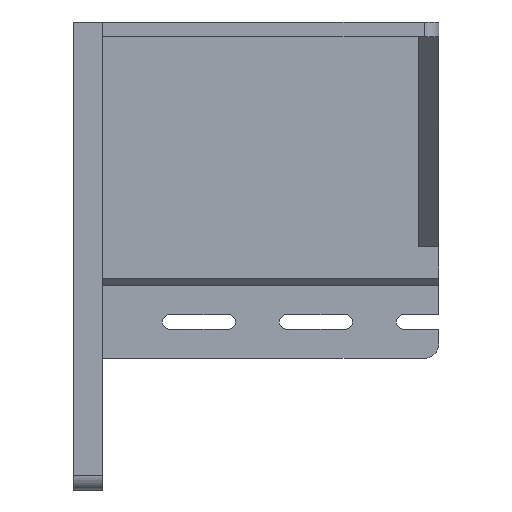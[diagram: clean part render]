
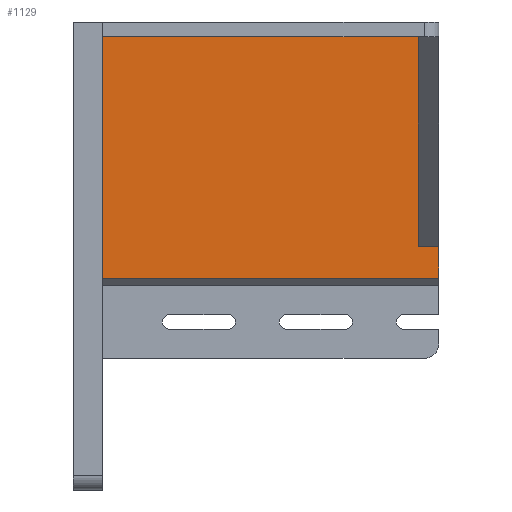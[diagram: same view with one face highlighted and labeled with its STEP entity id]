
A CAD part, left-side view. The second image highlights one B-rep face of the part: STEP entity #1129.
In plain terms, the highlighted planar face has unit normal (-1, 0, 0).
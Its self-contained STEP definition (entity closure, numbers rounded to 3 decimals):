
#32 = PLANE('',#33);
#33 = AXIS2_PLACEMENT_3D('',#34,#35,#36);
#34 = CARTESIAN_POINT('',(3.4,55.,-75.));
#35 = DIRECTION('',(0.,1.,0.));
#36 = DIRECTION('',(0.,0.,1.));
#286 = VERTEX_POINT('',#287);
#287 = CARTESIAN_POINT('',(56.3,55.,0.));
#301 = PLANE('',#302);
#302 = AXIS2_PLACEMENT_3D('',#303,#304,#305);
#303 = CARTESIAN_POINT('',(21.378,-1.338,0.));
#304 = DIRECTION('',(0.,0.,1.));
#305 = DIRECTION('',(1.,0.,0.));
#313 = EDGE_CURVE('',#286,#314,#316,.T.);
#314 = VERTEX_POINT('',#315);
#315 = CARTESIAN_POINT('',(56.3,55.,-82.6));
#316 = SURFACE_CURVE('',#317,(#321,#328),.PCURVE_S1.);
#317 = LINE('',#318,#319);
#318 = CARTESIAN_POINT('',(56.3,55.,0.));
#319 = VECTOR('',#320,1.);
#320 = DIRECTION('',(0.,0.,-1.));
#321 = PCURVE('',#32,#322);
#322 = DEFINITIONAL_REPRESENTATION('',(#323),#327);
#323 = LINE('',#324,#325);
#324 = CARTESIAN_POINT('',(75.,52.9));
#325 = VECTOR('',#326,1.);
#326 = DIRECTION('',(-1.,0.));
#327 = ( GEOMETRIC_REPRESENTATION_CONTEXT(2) 
PARAMETRIC_REPRESENTATION_CONTEXT() REPRESENTATION_CONTEXT('2D SPACE',''
  ) );
#328 = PCURVE('',#329,#334);
#329 = PLANE('',#330);
#330 = AXIS2_PLACEMENT_3D('',#331,#332,#333);
#331 = CARTESIAN_POINT('',(56.3,-2.5,-42.5));
#332 = DIRECTION('',(1.,0.,0.));
#333 = DIRECTION('',(0.,0.,1.));
#334 = DEFINITIONAL_REPRESENTATION('',(#335),#339);
#335 = LINE('',#336,#337);
#336 = CARTESIAN_POINT('',(42.5,-57.5));
#337 = VECTOR('',#338,1.);
#338 = DIRECTION('',(-1.,0.));
#339 = ( GEOMETRIC_REPRESENTATION_CONTEXT(2) 
PARAMETRIC_REPRESENTATION_CONTEXT() REPRESENTATION_CONTEXT('2D SPACE',''
  ) );
#355 = PLANE('',#356);
#356 = AXIS2_PLACEMENT_3D('',#357,#358,#359);
#357 = CARTESIAN_POINT('',(57.5,55.,-83.8));
#358 = DIRECTION('',(-0.707,0.,-0.707));
#359 = DIRECTION('',(-0.,1.,-0.));
#596 = PLANE('',#597);
#597 = AXIS2_PLACEMENT_3D('',#598,#599,#600);
#598 = CARTESIAN_POINT('',(58.8,-60.,-85.));
#599 = DIRECTION('',(0.,1.,0.));
#600 = DIRECTION('',(0.,0.,1.));
#633 = EDGE_CURVE('',#314,#634,#636,.T.);
#634 = VERTEX_POINT('',#635);
#635 = CARTESIAN_POINT('',(56.3,-60.,-82.6));
#636 = SURFACE_CURVE('',#637,(#641,#648),.PCURVE_S1.);
#637 = LINE('',#638,#639);
#638 = CARTESIAN_POINT('',(56.3,55.,-82.6));
#639 = VECTOR('',#640,1.);
#640 = DIRECTION('',(0.,-1.,0.));
#641 = PCURVE('',#355,#642);
#642 = DEFINITIONAL_REPRESENTATION('',(#643),#647);
#643 = LINE('',#644,#645);
#644 = CARTESIAN_POINT('',(-0.,-1.697));
#645 = VECTOR('',#646,1.);
#646 = DIRECTION('',(-1.,0.));
#647 = ( GEOMETRIC_REPRESENTATION_CONTEXT(2) 
PARAMETRIC_REPRESENTATION_CONTEXT() REPRESENTATION_CONTEXT('2D SPACE',''
  ) );
#648 = PCURVE('',#329,#649);
#649 = DEFINITIONAL_REPRESENTATION('',(#650),#654);
#650 = LINE('',#651,#652);
#651 = CARTESIAN_POINT('',(-40.1,-57.5));
#652 = VECTOR('',#653,1.);
#653 = DIRECTION('',(0.,1.));
#654 = ( GEOMETRIC_REPRESENTATION_CONTEXT(2) 
PARAMETRIC_REPRESENTATION_CONTEXT() REPRESENTATION_CONTEXT('2D SPACE',''
  ) );
#1129 = ADVANCED_FACE('',(#1130),#329,.F.);
#1130 = FACE_BOUND('',#1131,.F.);
#1131 = EDGE_LOOP('',(#1132,#1133,#1156,#1184,#1212,#1233));
#1132 = ORIENTED_EDGE('',*,*,#313,.F.);
#1133 = ORIENTED_EDGE('',*,*,#1134,.F.);
#1134 = EDGE_CURVE('',#1135,#286,#1137,.T.);
#1135 = VERTEX_POINT('',#1136);
#1136 = CARTESIAN_POINT('',(56.3,-53.,0.));
#1137 = SURFACE_CURVE('',#1138,(#1142,#1149),.PCURVE_S1.);
#1138 = LINE('',#1139,#1140);
#1139 = CARTESIAN_POINT('',(56.3,-60.,0.));
#1140 = VECTOR('',#1141,1.);
#1141 = DIRECTION('',(0.,1.,0.));
#1142 = PCURVE('',#329,#1143);
#1143 = DEFINITIONAL_REPRESENTATION('',(#1144),#1148);
#1144 = LINE('',#1145,#1146);
#1145 = CARTESIAN_POINT('',(42.5,57.5));
#1146 = VECTOR('',#1147,1.);
#1147 = DIRECTION('',(0.,-1.));
#1148 = ( GEOMETRIC_REPRESENTATION_CONTEXT(2) 
PARAMETRIC_REPRESENTATION_CONTEXT() REPRESENTATION_CONTEXT('2D SPACE',''
  ) );
#1149 = PCURVE('',#301,#1150);
#1150 = DEFINITIONAL_REPRESENTATION('',(#1151),#1155);
#1151 = LINE('',#1152,#1153);
#1152 = CARTESIAN_POINT('',(34.922,-58.662));
#1153 = VECTOR('',#1154,1.);
#1154 = DIRECTION('',(0.,1.));
#1155 = ( GEOMETRIC_REPRESENTATION_CONTEXT(2) 
PARAMETRIC_REPRESENTATION_CONTEXT() REPRESENTATION_CONTEXT('2D SPACE',''
  ) );
#1156 = ORIENTED_EDGE('',*,*,#1157,.T.);
#1157 = EDGE_CURVE('',#1135,#1158,#1160,.T.);
#1158 = VERTEX_POINT('',#1159);
#1159 = CARTESIAN_POINT('',(56.3,-53.,-71.764));
#1160 = SURFACE_CURVE('',#1161,(#1165,#1172),.PCURVE_S1.);
#1161 = LINE('',#1162,#1163);
#1162 = CARTESIAN_POINT('',(56.3,-53.,-34.572));
#1163 = VECTOR('',#1164,1.);
#1164 = DIRECTION('',(0.,0.,-1.));
#1165 = PCURVE('',#329,#1166);
#1166 = DEFINITIONAL_REPRESENTATION('',(#1167),#1171);
#1167 = LINE('',#1168,#1169);
#1168 = CARTESIAN_POINT('',(7.928,50.5));
#1169 = VECTOR('',#1170,1.);
#1170 = DIRECTION('',(-1.,0.));
#1171 = ( GEOMETRIC_REPRESENTATION_CONTEXT(2) 
PARAMETRIC_REPRESENTATION_CONTEXT() REPRESENTATION_CONTEXT('2D SPACE',''
  ) );
#1172 = PCURVE('',#1173,#1178);
#1173 = PLANE('',#1174);
#1174 = AXIS2_PLACEMENT_3D('',#1175,#1176,#1177);
#1175 = CARTESIAN_POINT('',(33.254,-53.,-26.645));
#1176 = DIRECTION('',(0.,1.,0.));
#1177 = DIRECTION('',(0.,0.,1.));
#1178 = DEFINITIONAL_REPRESENTATION('',(#1179),#1183);
#1179 = LINE('',#1180,#1181);
#1180 = CARTESIAN_POINT('',(-7.928,23.046));
#1181 = VECTOR('',#1182,1.);
#1182 = DIRECTION('',(-1.,0.));
#1183 = ( GEOMETRIC_REPRESENTATION_CONTEXT(2) 
PARAMETRIC_REPRESENTATION_CONTEXT() REPRESENTATION_CONTEXT('2D SPACE',''
  ) );
#1184 = ORIENTED_EDGE('',*,*,#1185,.T.);
#1185 = EDGE_CURVE('',#1158,#1186,#1188,.T.);
#1186 = VERTEX_POINT('',#1187);
#1187 = CARTESIAN_POINT('',(56.3,-60.,-71.764));
#1188 = SURFACE_CURVE('',#1189,(#1193,#1200),.PCURVE_S1.);
#1189 = LINE('',#1190,#1191);
#1190 = CARTESIAN_POINT('',(56.3,-31.25,-71.764));
#1191 = VECTOR('',#1192,1.);
#1192 = DIRECTION('',(0.,-1.,0.));
#1193 = PCURVE('',#329,#1194);
#1194 = DEFINITIONAL_REPRESENTATION('',(#1195),#1199);
#1195 = LINE('',#1196,#1197);
#1196 = CARTESIAN_POINT('',(-29.264,28.75));
#1197 = VECTOR('',#1198,1.);
#1198 = DIRECTION('',(0.,1.));
#1199 = ( GEOMETRIC_REPRESENTATION_CONTEXT(2) 
PARAMETRIC_REPRESENTATION_CONTEXT() REPRESENTATION_CONTEXT('2D SPACE',''
  ) );
#1200 = PCURVE('',#1201,#1206);
#1201 = PLANE('',#1202);
#1202 = AXIS2_PLACEMENT_3D('',#1203,#1204,#1205);
#1203 = CARTESIAN_POINT('',(-15.464,-60.,0.));
#1204 = DIRECTION('',(-0.707,0.,
    -0.707));
#1205 = DIRECTION('',(0.707,0.,-0.707
    ));
#1206 = DEFINITIONAL_REPRESENTATION('',(#1207),#1211);
#1207 = LINE('',#1208,#1209);
#1208 = CARTESIAN_POINT('',(101.49,-28.75));
#1209 = VECTOR('',#1210,1.);
#1210 = DIRECTION('',(0.,1.));
#1211 = ( GEOMETRIC_REPRESENTATION_CONTEXT(2) 
PARAMETRIC_REPRESENTATION_CONTEXT() REPRESENTATION_CONTEXT('2D SPACE',''
  ) );
#1212 = ORIENTED_EDGE('',*,*,#1213,.F.);
#1213 = EDGE_CURVE('',#634,#1186,#1214,.T.);
#1214 = SURFACE_CURVE('',#1215,(#1219,#1226),.PCURVE_S1.);
#1215 = LINE('',#1216,#1217);
#1216 = CARTESIAN_POINT('',(56.3,-60.,-85.));
#1217 = VECTOR('',#1218,1.);
#1218 = DIRECTION('',(0.,0.,1.));
#1219 = PCURVE('',#329,#1220);
#1220 = DEFINITIONAL_REPRESENTATION('',(#1221),#1225);
#1221 = LINE('',#1222,#1223);
#1222 = CARTESIAN_POINT('',(-42.5,57.5));
#1223 = VECTOR('',#1224,1.);
#1224 = DIRECTION('',(1.,0.));
#1225 = ( GEOMETRIC_REPRESENTATION_CONTEXT(2) 
PARAMETRIC_REPRESENTATION_CONTEXT() REPRESENTATION_CONTEXT('2D SPACE',''
  ) );
#1226 = PCURVE('',#596,#1227);
#1227 = DEFINITIONAL_REPRESENTATION('',(#1228),#1232);
#1228 = LINE('',#1229,#1230);
#1229 = CARTESIAN_POINT('',(0.,-2.5));
#1230 = VECTOR('',#1231,1.);
#1231 = DIRECTION('',(1.,0.));
#1232 = ( GEOMETRIC_REPRESENTATION_CONTEXT(2) 
PARAMETRIC_REPRESENTATION_CONTEXT() REPRESENTATION_CONTEXT('2D SPACE',''
  ) );
#1233 = ORIENTED_EDGE('',*,*,#633,.F.);
